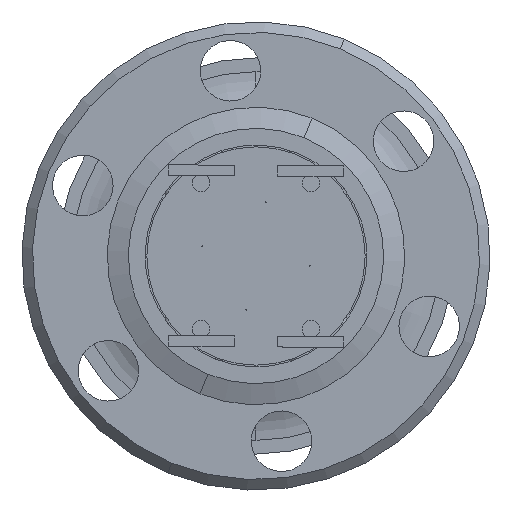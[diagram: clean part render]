
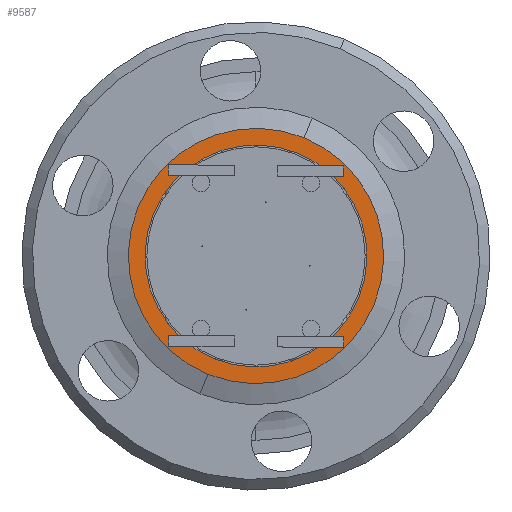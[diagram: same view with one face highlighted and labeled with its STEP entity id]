
A CAD part, front view. The second image highlights one B-rep face of the part: STEP entity #9587.
In plain terms, the highlighted planar face has unit normal (0, -1, 0).
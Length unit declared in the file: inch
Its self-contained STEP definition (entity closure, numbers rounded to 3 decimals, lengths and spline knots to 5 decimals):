
#624 = EDGE_LOOP ( 'NONE', ( #4203, #4202 ) ) ;
#627 = EDGE_LOOP ( 'NONE', ( #4201, #4200 ) ) ;
#1091 = CARTESIAN_POINT ( 'NONE',  ( 0., -0.898, -0.75058 ) ) ;
#1092 = DIRECTION ( 'NONE',  ( 0., 1., 0. ) ) ;
#1093 = DIRECTION ( 'NONE',  ( 0.377, 0., 0.926 ) ) ;
#1187 = CARTESIAN_POINT ( 'NONE',  ( 0., -0.898, -0.75058 ) ) ;
#1188 = DIRECTION ( 'NONE',  ( 0., -1., 0. ) ) ;
#1189 = DIRECTION ( 'NONE',  ( -0.377, 0., -0.926 ) ) ;
#2926 = VERTEX_POINT ( 'NONE', #6926 ) ;
#4200 = ORIENTED_EDGE ( 'NONE', *, *, #7596, .T. ) ;
#4201 = ORIENTED_EDGE ( 'NONE', *, *, #9698, .T. ) ;
#4202 = ORIENTED_EDGE ( 'NONE', *, *, #7564, .T. ) ;
#4203 = ORIENTED_EDGE ( 'NONE', *, *, #9667, .T. ) ;
#4322 = AXIS2_PLACEMENT_3D ( 'NONE', #6775, #6776, #6777 ) ;
#4325 = CIRCLE ( 'NONE', #4322, 0.3625 ) ;
#4367 = AXIS2_PLACEMENT_3D ( 'NONE', #6681, #6682, #6683 ) ;
#4386 = CIRCLE ( 'NONE', #4367, 0.315 ) ;
#4458 = AXIS2_PLACEMENT_3D ( 'NONE', #6274, #6282, #6283 ) ;
#5213 = AXIS2_PLACEMENT_3D ( 'NONE', #1187, #1188, #1189 ) ;
#5218 = CIRCLE ( 'NONE', #5213, 0.3625 ) ;
#5261 = AXIS2_PLACEMENT_3D ( 'NONE', #1091, #1092, #1093 ) ;
#5263 = CIRCLE ( 'NONE', #5261, 0.315 ) ;
#6274 = CARTESIAN_POINT ( 'NONE',  ( 0., -0.898, -0.75058 ) ) ;
#6278 = FACE_BOUND ( 'NONE', #624, .T. ) ;
#6279 = FACE_OUTER_BOUND ( 'NONE', #627, .T. ) ;
#6280 = PLANE ( 'NONE',  #4458 ) ;
#6282 = DIRECTION ( 'NONE',  ( 0., 1., 0. ) ) ;
#6283 = DIRECTION ( 'NONE',  ( 0.377, 0., 0.926 ) ) ;
#6681 = CARTESIAN_POINT ( 'NONE',  ( 0., -0.898, -0.75058 ) ) ;
#6682 = DIRECTION ( 'NONE',  ( 0., 1., 0. ) ) ;
#6683 = DIRECTION ( 'NONE',  ( 0.377, 0., 0.926 ) ) ;
#6775 = CARTESIAN_POINT ( 'NONE',  ( 0., -0.898, -0.75058 ) ) ;
#6776 = DIRECTION ( 'NONE',  ( 0., -1., 0. ) ) ;
#6777 = DIRECTION ( 'NONE',  ( -0.377, 0., -0.926 ) ) ;
#6926 = CARTESIAN_POINT ( 'NONE',  ( -0.13658, -0.898, -1.08637 ) ) ;
#7564 = EDGE_CURVE ( 'NONE', #8398, #8388, #5263, .T. ) ;
#7596 = EDGE_CURVE ( 'NONE', #8381, #2926, #5218, .T. ) ;
#8381 = VERTEX_POINT ( 'NONE', #9468 ) ;
#8388 = VERTEX_POINT ( 'NONE', #9475 ) ;
#8398 = VERTEX_POINT ( 'NONE', #9485 ) ;
#9468 = CARTESIAN_POINT ( 'NONE',  ( 0.13658, -0.898, -0.41479 ) ) ;
#9475 = CARTESIAN_POINT ( 'NONE',  ( -0.29179, -0.898, -0.6319 ) ) ;
#9485 = CARTESIAN_POINT ( 'NONE',  ( 0.29179, -0.898, -0.86926 ) ) ;
#9587 = ADVANCED_FACE ( 'NONE', ( #6278, #6279 ), #6280, .F. ) ;
#9667 = EDGE_CURVE ( 'NONE', #8388, #8398, #4386, .T. ) ;
#9698 = EDGE_CURVE ( 'NONE', #2926, #8381, #4325, .T. ) ;
